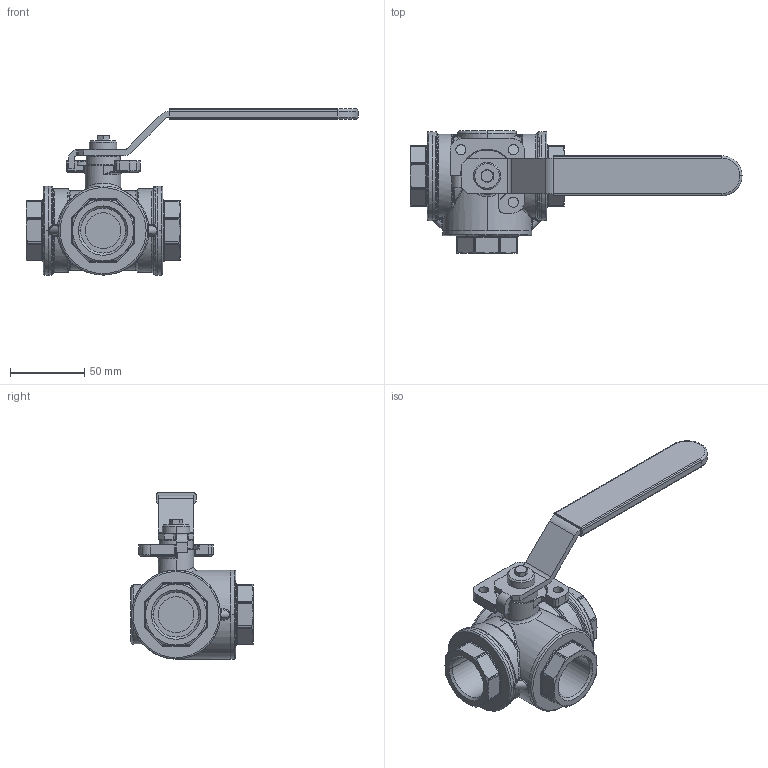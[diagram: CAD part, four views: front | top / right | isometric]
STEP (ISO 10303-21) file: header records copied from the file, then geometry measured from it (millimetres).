
FILE_DESCRIPTION(('STEP AP242'),'1');
FILE_NAME('00v20042.stp','2024-11-21T12:47:22',('TraceParts'),('TraceParts S.A.'),'Spatial InterOp 3D',' ',' ');
FILE_SCHEMA(('AP242_MANAGED_MODEL_BASED_3D_ENGINEERING_MIM_LF {1 0 10303 442 1 1 4}'));
Length unit declared in the file: millimetre
Products named in the file (1): 00v20042
Bounding box: 223.9 x 82.5 x 112.05 mm (x, y, z)
Volume: 198044.3 mm3; surface area: 70064 mm2
Topology: 1 solids, 4 shells, 725 faces, 1805 edges, 1050 vertices
Faces by surface type: cylinder 276, plane 152, bspline 125, cone 76, torus 73, sphere 23
Entity records: 36733 total; most frequent: CARTESIAN_POINT 14397, DIRECTION 3522, ORIENTED_EDGE 3508, EDGE_CURVE 1754, AXIS2_PLACEMENT_3D 1475, VERTEX_POINT 1049, EDGE_LOOP 753, CIRCLE 750
